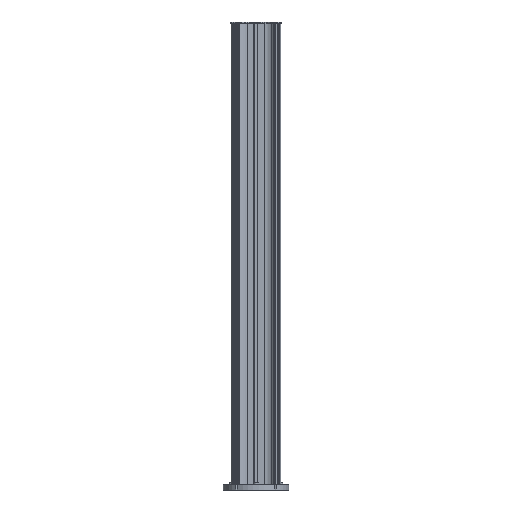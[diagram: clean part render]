
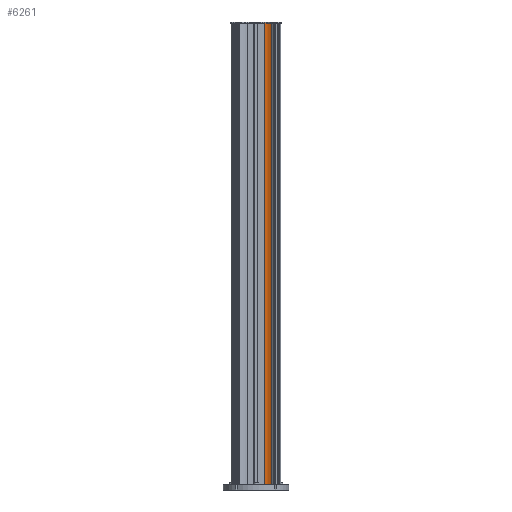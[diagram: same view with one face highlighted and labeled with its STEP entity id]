
A CAD part, front view. The second image highlights one B-rep face of the part: STEP entity #6261.
In plain terms, the highlighted cylindrical face has radius 34 mm (diameter 68 mm), a partial arc.
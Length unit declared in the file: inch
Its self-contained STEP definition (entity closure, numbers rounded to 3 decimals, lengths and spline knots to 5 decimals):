
#711 = EDGE_CURVE ( 'NONE', #3679, #12717, #9192, .T. ) ;
#1061 = EDGE_CURVE ( 'NONE', #9537, #16887, #6265, .T. ) ;
#1256 = ORIENTED_EDGE ( 'NONE', *, *, #711, .F. ) ;
#1869 = CARTESIAN_POINT ( 'NONE',  ( 1.72662, 0.19106, 12.40157 ) ) ;
#2226 = CARTESIAN_POINT ( 'NONE',  ( 1.72662, 0.19106, 0.59055 ) ) ;
#2512 = EDGE_LOOP ( 'NONE', ( #14001, #12991, #5734, #1256 ) ) ;
#2521 = CARTESIAN_POINT ( 'NONE',  ( 0.92124, -0.87814, 0.59055 ) ) ;
#3679 = VERTEX_POINT ( 'NONE', #7709 ) ;
#4242 = CIRCLE ( 'NONE', #11261, 1.33858 ) ;
#4528 = CARTESIAN_POINT ( 'NONE',  ( 1.72662, 0.19106, 50.3937 ) ) ;
#5416 = AXIS2_PLACEMENT_3D ( 'NONE', #6129, #17483, #7419 ) ;
#5587 = DIRECTION ( 'NONE',  ( 1., 0., 0. ) ) ;
#5734 = ORIENTED_EDGE ( 'NONE', *, *, #16443, .F. ) ;
#6129 = CARTESIAN_POINT ( 'NONE',  ( 0.92124, -0.87814, 12.40157 ) ) ;
#6261 = ADVANCED_FACE ( 'NONE', ( #7703 ), #8954, .F. ) ;
#6265 = LINE ( 'NONE', #1869, #10416 ) ;
#6564 = CARTESIAN_POINT ( 'NONE',  ( 0.92124, 0.46045, 50.3937 ) ) ;
#6872 = DIRECTION ( 'NONE',  ( 0., 0., -1. ) ) ;
#7057 = CARTESIAN_POINT ( 'NONE',  ( 0.92124, -0.87814, 50.3937 ) ) ;
#7419 = DIRECTION ( 'NONE',  ( 1., 0., 0. ) ) ;
#7703 = FACE_OUTER_BOUND ( 'NONE', #2512, .T. ) ;
#7709 = CARTESIAN_POINT ( 'NONE',  ( 0.92124, 0.46045, 0.59055 ) ) ;
#8914 = DIRECTION ( 'NONE',  ( 0., 0., -1. ) ) ;
#8954 = CYLINDRICAL_SURFACE ( 'NONE', #5416, 1.33858 ) ;
#8994 = EDGE_CURVE ( 'NONE', #16887, #3679, #11068, .T. ) ;
#9192 = LINE ( 'NONE', #17458, #15991 ) ;
#9395 = DIRECTION ( 'NONE',  ( 1., 0., 0. ) ) ;
#9537 = VERTEX_POINT ( 'NONE', #4528 ) ;
#10416 = VECTOR ( 'NONE', #8914, 39.37008 ) ;
#11068 = CIRCLE ( 'NONE', #13951, 1.33858 ) ;
#11261 = AXIS2_PLACEMENT_3D ( 'NONE', #7057, #6872, #5587 ) ;
#12717 = VERTEX_POINT ( 'NONE', #6564 ) ;
#12991 = ORIENTED_EDGE ( 'NONE', *, *, #1061, .F. ) ;
#13169 = DIRECTION ( 'NONE',  ( 0., 0., 1. ) ) ;
#13951 = AXIS2_PLACEMENT_3D ( 'NONE', #2521, #15029, #9395 ) ;
#14001 = ORIENTED_EDGE ( 'NONE', *, *, #8994, .F. ) ;
#15029 = DIRECTION ( 'NONE',  ( 0., 0., 1. ) ) ;
#15991 = VECTOR ( 'NONE', #13169, 39.37008 ) ;
#16443 = EDGE_CURVE ( 'NONE', #12717, #9537, #4242, .T. ) ;
#16887 = VERTEX_POINT ( 'NONE', #2226 ) ;
#17458 = CARTESIAN_POINT ( 'NONE',  ( 0.92124, 0.46045, -6.10236 ) ) ;
#17483 = DIRECTION ( 'NONE',  ( 0., 0., 1. ) ) ;
